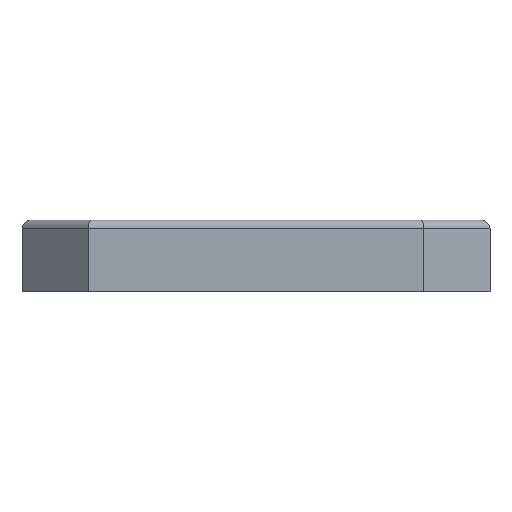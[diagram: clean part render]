
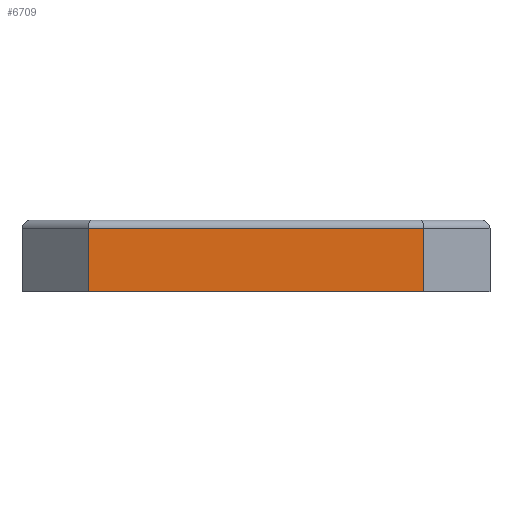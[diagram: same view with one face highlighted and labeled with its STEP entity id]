
A CAD part, left-side view. The second image highlights one B-rep face of the part: STEP entity #6709.
In plain terms, the highlighted planar face has unit normal (-1, 0, 0).
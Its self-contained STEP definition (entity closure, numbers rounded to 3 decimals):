
#439=FACE_OUTER_BOUND('',#833,.T.);
#833=EDGE_LOOP('',(#6068,#6069,#6070,#6071));
#1147=LINE('',#9303,#2061);
#1156=LINE('',#9324,#2070);
#1736=LINE('',#10488,#2650);
#1748=LINE('',#10531,#2662);
#2061=VECTOR('',#7415,10.);
#2070=VECTOR('',#7436,10.);
#2650=VECTOR('',#8596,10.);
#2662=VECTOR('',#8652,10.);
#2973=VERTEX_POINT('',#9295);
#2975=VERTEX_POINT('',#9301);
#2981=VERTEX_POINT('',#9322);
#3275=VERTEX_POINT('',#10486);
#3603=EDGE_CURVE('',#2975,#2973,#1147,.T.);
#3614=EDGE_CURVE('',#2981,#2975,#1156,.T.);
#4196=EDGE_CURVE('',#3275,#2981,#1736,.T.);
#4216=EDGE_CURVE('',#3275,#2973,#1748,.T.);
#6068=ORIENTED_EDGE('',*,*,#3603,.F.);
#6069=ORIENTED_EDGE('',*,*,#3614,.F.);
#6070=ORIENTED_EDGE('',*,*,#4196,.F.);
#6071=ORIENTED_EDGE('',*,*,#4216,.T.);
#6389=PLANE('',#7063);
#6709=ADVANCED_FACE('',(#439),#6389,.T.);
#7063=AXIS2_PLACEMENT_3D('',#10533,#8654,#8655);
#7415=DIRECTION('',(0.,-1.,0.));
#7436=DIRECTION('',(0.,0.,1.));
#8596=DIRECTION('',(0.,1.,0.));
#8652=DIRECTION('',(0.,0.,1.));
#8654=DIRECTION('center_axis',(-1.,0.,0.));
#8655=DIRECTION('ref_axis',(0.,-1.,0.));
#9295=CARTESIAN_POINT('',(-42.25,-30.5,1.5));
#9301=CARTESIAN_POINT('',(-42.25,30.5,1.5));
#9303=CARTESIAN_POINT('',(-42.25,15.25,1.5));
#9322=CARTESIAN_POINT('',(-42.25,30.5,-10.));
#9324=CARTESIAN_POINT('',(-42.25,30.5,0.));
#10486=CARTESIAN_POINT('',(-42.25,-30.5,-10.));
#10488=CARTESIAN_POINT('',(-42.25,-30.5,-10.));
#10531=CARTESIAN_POINT('',(-42.25,-30.5,0.));
#10533=CARTESIAN_POINT('Origin',(-42.25,30.5,0.));
